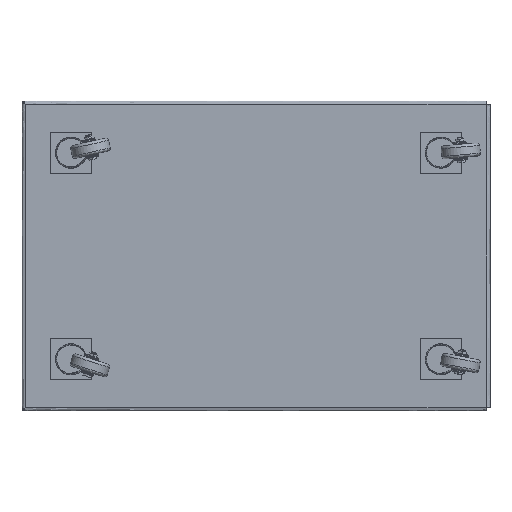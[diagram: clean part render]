
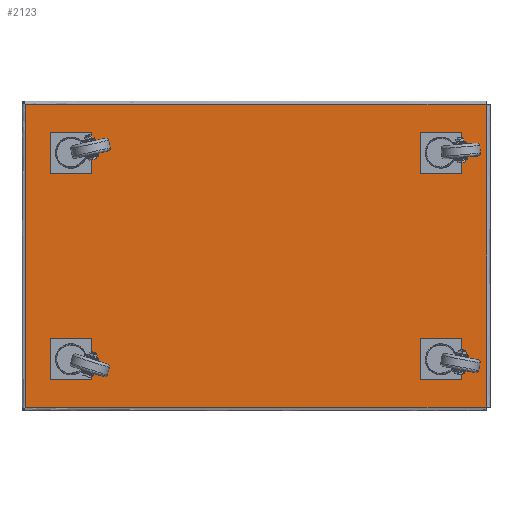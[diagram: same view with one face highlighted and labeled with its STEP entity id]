
A CAD part, front view. The second image highlights one B-rep face of the part: STEP entity #2123.
In plain terms, the highlighted free-form (B-spline) face has degree [1, 1] with [2, 2] control points.
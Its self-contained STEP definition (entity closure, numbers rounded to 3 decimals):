
#22 = VERTEX_POINT('',#23);
#23 = CARTESIAN_POINT('',(-521.657,-18.199,
    286.953));
#32 = EDGE_CURVE('',#33,#22,#35,.T.);
#33 = VERTEX_POINT('',#34);
#34 = CARTESIAN_POINT('',(-521.697,-18.199,
    286.857));
#35 = ( BOUNDED_CURVE() B_SPLINE_CURVE(2,(#36,#37,#38),.UNSPECIFIED.,.F.
,.F.) B_SPLINE_CURVE_WITH_KNOTS((3,3),(0.,2.356),
.PIECEWISE_BEZIER_KNOTS.) CURVE() GEOMETRIC_REPRESENTATION_ITEM() 
RATIONAL_B_SPLINE_CURVE((1.,0.383,1.)) REPRESENTATION_ITEM('') 
  );
#36 = CARTESIAN_POINT('',(-521.697,-18.199,
    286.857));
#37 = CARTESIAN_POINT('',(-521.561,-18.199,
    286.857));
#38 = CARTESIAN_POINT('',(-521.657,-18.199,
    286.953));
#2123 = ADVANCED_FACE('',(#2124),#2199,.F.);
#2124 = FACE_BOUND('',#2125,.T.);
#2125 = EDGE_LOOP('',(#2126,#2133,#2134,#2142,#2149,#2159,#2166,#2173,
    #2180,#2187,#2194));
#2126 = ORIENTED_EDGE('',*,*,#2127,.T.);
#2127 = EDGE_CURVE('',#2128,#22,#2130,.T.);
#2128 = VERTEX_POINT('',#2129);
#2129 = CARTESIAN_POINT('',(488.495,-18.199,
    286.953));
#2130 = B_SPLINE_CURVE_WITH_KNOTS('',1,(#2131,#2132),.UNSPECIFIED.,.F.,
  .F.,(2,2),(1.5,893.929),.PIECEWISE_BEZIER_KNOTS.);
#2131 = CARTESIAN_POINT('',(488.495,-18.199,
    286.953));
#2132 = CARTESIAN_POINT('',(-521.657,-18.199,
    286.953));
#2133 = ORIENTED_EDGE('',*,*,#32,.F.);
#2134 = ORIENTED_EDGE('',*,*,#2135,.F.);
#2135 = EDGE_CURVE('',#2136,#33,#2138,.T.);
#2136 = VERTEX_POINT('',#2137);
#2137 = CARTESIAN_POINT('',(-521.737,-18.199,
    286.873));
#2138 = ( BOUNDED_CURVE() B_SPLINE_CURVE(2,(#2139,#2140,#2141),
.UNSPECIFIED.,.F.,.F.) B_SPLINE_CURVE_WITH_KNOTS((3,3),(5.498,
6.283),.PIECEWISE_BEZIER_KNOTS.) CURVE() 
GEOMETRIC_REPRESENTATION_ITEM() RATIONAL_B_SPLINE_CURVE((1.,
0.924,1.)) REPRESENTATION_ITEM('') );
#2139 = CARTESIAN_POINT('',(-521.737,-18.199,
    286.873));
#2140 = CARTESIAN_POINT('',(-521.721,-18.199,
    286.857));
#2141 = CARTESIAN_POINT('',(-521.697,-18.199,
    286.857));
#2142 = ORIENTED_EDGE('',*,*,#2143,.T.);
#2143 = EDGE_CURVE('',#2136,#2144,#2146,.T.);
#2144 = VERTEX_POINT('',#2145);
#2145 = CARTESIAN_POINT('',(-521.737,-18.199,
    -378.532));
#2146 = B_SPLINE_CURVE_WITH_KNOTS('',1,(#2147,#2148),.UNSPECIFIED.,.F.,
  .F.,(2,2),(2.364,590.222),.PIECEWISE_BEZIER_KNOTS.);
#2147 = CARTESIAN_POINT('',(-521.737,-18.199,
    286.873));
#2148 = CARTESIAN_POINT('',(-521.737,-18.199,
    -378.532));
#2149 = ORIENTED_EDGE('',*,*,#2150,.F.);
#2150 = EDGE_CURVE('',#2151,#2144,#2153,.T.);
#2151 = VERTEX_POINT('',#2152);
#2152 = CARTESIAN_POINT('',(-521.657,-18.199,
    -378.612));
#2153 = ( BOUNDED_CURVE() B_SPLINE_CURVE(2,(#2154,#2155,#2156,#2157,
#2158),.UNSPECIFIED.,.F.,.F.) B_SPLINE_CURVE_WITH_KNOTS((3,2,3),(
    0.785,2.356,3.927),
.PIECEWISE_BEZIER_KNOTS.) CURVE() GEOMETRIC_REPRESENTATION_ITEM() 
RATIONAL_B_SPLINE_CURVE((1.,0.707,1.,0.707,1.)) 
REPRESENTATION_ITEM('') );
#2154 = CARTESIAN_POINT('',(-521.657,-18.199,
    -378.612));
#2155 = CARTESIAN_POINT('',(-521.617,-18.199,
    -378.572));
#2156 = CARTESIAN_POINT('',(-521.657,-18.199,
    -378.532));
#2157 = CARTESIAN_POINT('',(-521.697,-18.199,
    -378.492));
#2158 = CARTESIAN_POINT('',(-521.737,-18.199,
    -378.532));
#2159 = ORIENTED_EDGE('',*,*,#2160,.T.);
#2160 = EDGE_CURVE('',#2151,#2161,#2163,.T.);
#2161 = VERTEX_POINT('',#2162);
#2162 = CARTESIAN_POINT('',(488.495,-18.199,
    -378.612));
#2163 = B_SPLINE_CURVE_WITH_KNOTS('',1,(#2164,#2165),.UNSPECIFIED.,.F.,
  .F.,(2,2),(2.364,894.793),.PIECEWISE_BEZIER_KNOTS.);
#2164 = CARTESIAN_POINT('',(-521.657,-18.199,
    -378.612));
#2165 = CARTESIAN_POINT('',(488.495,-18.199,
    -378.612));
#2166 = ORIENTED_EDGE('',*,*,#2167,.F.);
#2167 = EDGE_CURVE('',#2168,#2161,#2170,.T.);
#2168 = VERTEX_POINT('',#2169);
#2169 = CARTESIAN_POINT('',(488.495,-18.199,
    -376.914));
#2170 = B_SPLINE_CURVE_WITH_KNOTS('',1,(#2171,#2172),.UNSPECIFIED.,.F.,
  .F.,(2,2),(292.5,294.),.PIECEWISE_BEZIER_KNOTS.);
#2171 = CARTESIAN_POINT('',(488.495,-18.199,
    -376.914));
#2172 = CARTESIAN_POINT('',(488.495,-18.199,
    -378.612));
#2173 = ORIENTED_EDGE('',*,*,#2174,.F.);
#2174 = EDGE_CURVE('',#2175,#2168,#2177,.T.);
#2175 = VERTEX_POINT('',#2176);
#2176 = CARTESIAN_POINT('',(490.193,-18.199,
    -376.914));
#2177 = B_SPLINE_CURVE_WITH_KNOTS('',1,(#2178,#2179),.UNSPECIFIED.,.F.,
  .F.,(2,2),(-450.,-448.5),.PIECEWISE_BEZIER_KNOTS.);
#2178 = CARTESIAN_POINT('',(490.193,-18.199,
    -376.914));
#2179 = CARTESIAN_POINT('',(488.495,-18.199,
    -376.914));
#2180 = ORIENTED_EDGE('',*,*,#2181,.F.);
#2181 = EDGE_CURVE('',#2182,#2175,#2184,.T.);
#2182 = VERTEX_POINT('',#2183);
#2183 = CARTESIAN_POINT('',(490.193,-18.199,
    285.255));
#2184 = B_SPLINE_CURVE_WITH_KNOTS('',1,(#2185,#2186),.UNSPECIFIED.,.F.,
  .F.,(2,2),(-592.5,-7.5),.PIECEWISE_BEZIER_KNOTS.);
#2185 = CARTESIAN_POINT('',(490.193,-18.199,
    285.255));
#2186 = CARTESIAN_POINT('',(490.193,-18.199,
    -376.914));
#2187 = ORIENTED_EDGE('',*,*,#2188,.T.);
#2188 = EDGE_CURVE('',#2182,#2189,#2191,.T.);
#2189 = VERTEX_POINT('',#2190);
#2190 = CARTESIAN_POINT('',(488.495,-18.199,
    285.255));
#2191 = B_SPLINE_CURVE_WITH_KNOTS('',1,(#2192,#2193),.UNSPECIFIED.,.F.,
  .F.,(2,2),(-450.,-448.5),.PIECEWISE_BEZIER_KNOTS.);
#2192 = CARTESIAN_POINT('',(490.193,-18.199,
    285.255));
#2193 = CARTESIAN_POINT('',(488.495,-18.199,
    285.255));
#2194 = ORIENTED_EDGE('',*,*,#2195,.T.);
#2195 = EDGE_CURVE('',#2189,#2128,#2196,.T.);
#2196 = B_SPLINE_CURVE_WITH_KNOTS('',1,(#2197,#2198),.UNSPECIFIED.,.F.,
  .F.,(2,2),(292.5,294.),.PIECEWISE_BEZIER_KNOTS.);
#2197 = CARTESIAN_POINT('',(488.495,-18.199,
    285.255));
#2198 = CARTESIAN_POINT('',(488.495,-18.199,
    286.953));
#2199 = B_SPLINE_SURFACE_WITH_KNOTS('',1,1,(
    (#2200,#2201)
    ,(#2202,#2203
    )),.UNSPECIFIED.,.F.,.F.,.F.,(2,2),(2,2),(-294.,294.),(-444.,450.),
  .PIECEWISE_BEZIER_KNOTS.);
#2200 = CARTESIAN_POINT('',(-521.737,-18.199,
    -378.612));
#2201 = CARTESIAN_POINT('',(490.193,-18.199,
    -378.612));
#2202 = CARTESIAN_POINT('',(-521.737,-18.199,
    286.953));
#2203 = CARTESIAN_POINT('',(490.193,-18.199,
    286.953));
